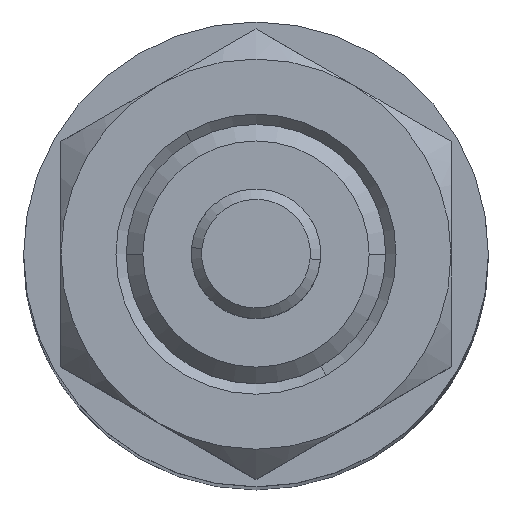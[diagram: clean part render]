
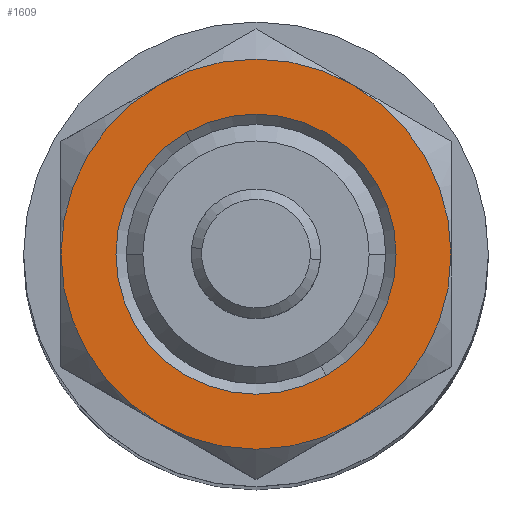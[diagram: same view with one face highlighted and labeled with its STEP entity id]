
A CAD part, top view. The second image highlights one B-rep face of the part: STEP entity #1609.
In plain terms, the highlighted planar face has unit normal (0, 0, 1).
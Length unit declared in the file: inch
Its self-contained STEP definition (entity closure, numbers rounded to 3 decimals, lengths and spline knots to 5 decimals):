
#12 = CIRCLE ( 'NONE', #1553, 0.47 ) ;
#13 = VERTEX_POINT ( 'NONE', #538 ) ;
#34 = VERTEX_POINT ( 'NONE', #370 ) ;
#38 = EDGE_CURVE ( 'NONE', #2494, #2309, #533, .T. ) ;
#62 = CARTESIAN_POINT ( 'NONE',  ( 0., 0., 0.19 ) ) ;
#87 = ORIENTED_EDGE ( 'NONE', *, *, #472, .F. ) ;
#143 = CARTESIAN_POINT ( 'NONE',  ( 0., 0., 0.19 ) ) ;
#157 = ORIENTED_EDGE ( 'NONE', *, *, #659, .T. ) ;
#308 = CARTESIAN_POINT ( 'NONE',  ( 0.47, 0., 0.19 ) ) ;
#328 = DIRECTION ( 'NONE',  ( -1., 0., 0. ) ) ;
#370 = CARTESIAN_POINT ( 'NONE',  ( 0.235, 0.40703, 0.19 ) ) ;
#384 = DIRECTION ( 'NONE',  ( 0., 0., -1. ) ) ;
#446 = CIRCLE ( 'NONE', #1837, 0.47 ) ;
#450 = EDGE_LOOP ( 'NONE', ( #2464, #2214, #2143, #1396, #1205, #87 ) ) ;
#468 = EDGE_CURVE ( 'NONE', #1140, #1675, #12, .T. ) ;
#472 = EDGE_CURVE ( 'NONE', #13, #34, #2083, .T. ) ;
#533 = CIRCLE ( 'NONE', #1136, 0.47 ) ;
#538 = CARTESIAN_POINT ( 'NONE',  ( -0.235, 0.40703, 0.19 ) ) ;
#652 = DIRECTION ( 'NONE',  ( 0., 0., 1. ) ) ;
#659 = EDGE_CURVE ( 'NONE', #1425, #1857, #1253, .T. ) ;
#735 = DIRECTION ( 'NONE',  ( -1., 0., 0. ) ) ;
#746 = DIRECTION ( 'NONE',  ( 0., 0., -1. ) ) ;
#818 = DIRECTION ( 'NONE',  ( 0., 0., -1. ) ) ;
#820 = DIRECTION ( 'NONE',  ( 0., 0., -1. ) ) ;
#834 = DIRECTION ( 'NONE',  ( 0., 0., -1. ) ) ;
#850 = CARTESIAN_POINT ( 'NONE',  ( 0.3375, 0., 0.19 ) ) ;
#865 = CIRCLE ( 'NONE', #1757, 0.47 ) ;
#877 = AXIS2_PLACEMENT_3D ( 'NONE', #1560, #384, #1746 ) ;
#987 = AXIS2_PLACEMENT_3D ( 'NONE', #2001, #820, #2203 ) ;
#1053 = CARTESIAN_POINT ( 'NONE',  ( -0.47, 0., 0.19 ) ) ;
#1136 = AXIS2_PLACEMENT_3D ( 'NONE', #62, #818, #1997 ) ;
#1140 = VERTEX_POINT ( 'NONE', #308 ) ;
#1158 = CARTESIAN_POINT ( 'NONE',  ( 0., 0., 0.19 ) ) ;
#1205 = ORIENTED_EDGE ( 'NONE', *, *, #2260, .T. ) ;
#1253 = CIRCLE ( 'NONE', #987, 0.3375 ) ;
#1267 = CARTESIAN_POINT ( 'NONE',  ( -0.3375, 0., 0.19 ) ) ;
#1332 = DIRECTION ( 'NONE',  ( -1., 0., 0. ) ) ;
#1380 = ORIENTED_EDGE ( 'NONE', *, *, #2093, .T. ) ;
#1388 = FACE_OUTER_BOUND ( 'NONE', #450, .T. ) ;
#1396 = ORIENTED_EDGE ( 'NONE', *, *, #468, .F. ) ;
#1425 = VERTEX_POINT ( 'NONE', #1267 ) ;
#1492 = DIRECTION ( 'NONE',  ( 0., 0., -1. ) ) ;
#1513 = EDGE_CURVE ( 'NONE', #1675, #2494, #1514, .T. ) ;
#1514 = CIRCLE ( 'NONE', #2285, 0.47 ) ;
#1515 = CARTESIAN_POINT ( 'NONE',  ( 0., 0.54271, 0.19 ) ) ;
#1553 = AXIS2_PLACEMENT_3D ( 'NONE', #1912, #746, #2118 ) ;
#1560 = CARTESIAN_POINT ( 'NONE',  ( 0., 0., 0.19 ) ) ;
#1591 = AXIS2_PLACEMENT_3D ( 'NONE', #1515, #1903, #735 ) ;
#1609 = ADVANCED_FACE ( 'NONE', ( #1905, #1388 ), #2486, .F. ) ;
#1642 = CIRCLE ( 'NONE', #877, 0.3375 ) ;
#1675 = VERTEX_POINT ( 'NONE', #2124 ) ;
#1685 = AXIS2_PLACEMENT_3D ( 'NONE', #1158, #2504, #1332 ) ;
#1688 = CARTESIAN_POINT ( 'NONE',  ( -0.235, -0.40703, 0.19 ) ) ;
#1746 = DIRECTION ( 'NONE',  ( -1., 0., 0. ) ) ;
#1757 = AXIS2_PLACEMENT_3D ( 'NONE', #1808, #652, #2010 ) ;
#1808 = CARTESIAN_POINT ( 'NONE',  ( 0., 0., 0.19 ) ) ;
#1820 = EDGE_CURVE ( 'NONE', #2309, #13, #446, .T. ) ;
#1837 = AXIS2_PLACEMENT_3D ( 'NONE', #2012, #834, #2213 ) ;
#1857 = VERTEX_POINT ( 'NONE', #850 ) ;
#1903 = DIRECTION ( 'NONE',  ( 0., 0., -1. ) ) ;
#1905 = FACE_BOUND ( 'NONE', #2268, .T. ) ;
#1912 = CARTESIAN_POINT ( 'NONE',  ( 0., 0., 0.19 ) ) ;
#1997 = DIRECTION ( 'NONE',  ( -1., 0., 0. ) ) ;
#2001 = CARTESIAN_POINT ( 'NONE',  ( 0., 0., 0.19 ) ) ;
#2010 = DIRECTION ( 'NONE',  ( 1., 0., 0. ) ) ;
#2012 = CARTESIAN_POINT ( 'NONE',  ( 0., 0., 0.19 ) ) ;
#2083 = CIRCLE ( 'NONE', #1685, 0.47 ) ;
#2093 = EDGE_CURVE ( 'NONE', #1857, #1425, #1642, .T. ) ;
#2118 = DIRECTION ( 'NONE',  ( -1., 0., 0. ) ) ;
#2124 = CARTESIAN_POINT ( 'NONE',  ( 0.235, -0.40703, 0.19 ) ) ;
#2143 = ORIENTED_EDGE ( 'NONE', *, *, #1513, .F. ) ;
#2203 = DIRECTION ( 'NONE',  ( -1., 0., 0. ) ) ;
#2213 = DIRECTION ( 'NONE',  ( -1., 0., 0. ) ) ;
#2214 = ORIENTED_EDGE ( 'NONE', *, *, #38, .F. ) ;
#2260 = EDGE_CURVE ( 'NONE', #1140, #34, #865, .T. ) ;
#2268 = EDGE_LOOP ( 'NONE', ( #1380, #157 ) ) ;
#2285 = AXIS2_PLACEMENT_3D ( 'NONE', #143, #1492, #328 ) ;
#2309 = VERTEX_POINT ( 'NONE', #1053 ) ;
#2464 = ORIENTED_EDGE ( 'NONE', *, *, #1820, .F. ) ;
#2486 = PLANE ( 'NONE',  #1591 ) ;
#2494 = VERTEX_POINT ( 'NONE', #1688 ) ;
#2504 = DIRECTION ( 'NONE',  ( 0., 0., -1. ) ) ;
